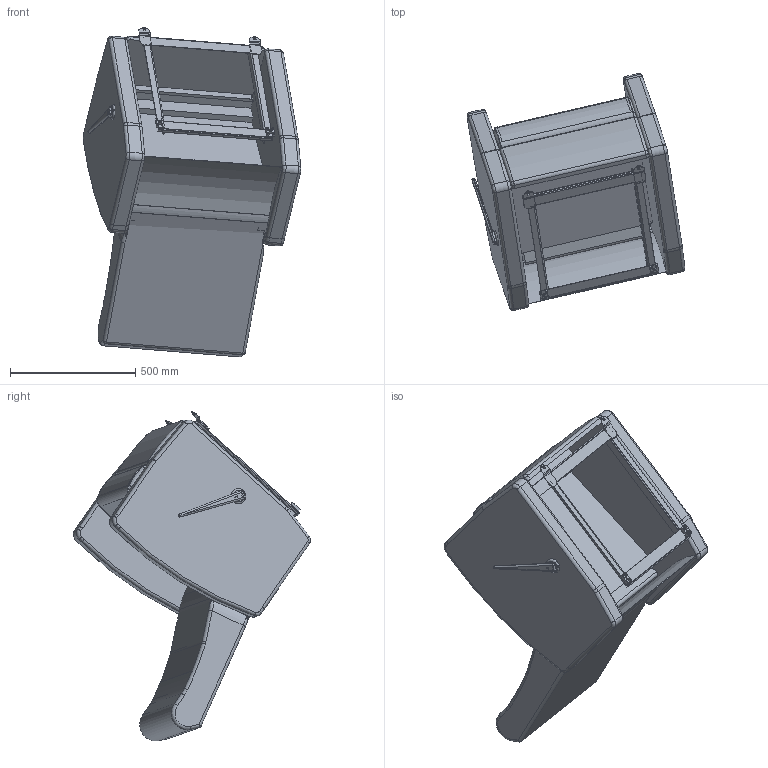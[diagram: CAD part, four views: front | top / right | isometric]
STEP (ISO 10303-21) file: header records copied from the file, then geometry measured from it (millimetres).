
FILE_DESCRIPTION(/* description */ (''),/* implementation_level */ '2;1');
FILE_NAME(/* name */ 'R1304F.stp',/* time_stamp */ '2017-09-27T14:34:35-04:00',/* author */ ('emehringer'),/* organization */ (''),/* preprocessor_version */ 'ST-DEVELOPER v16.5',/* originating_system */ 'Autodesk Inventor 2017',/* authorisation */ '');
FILE_SCHEMA (('AUTOMOTIVE_DESIGN { 1 0 10303 214 3 1 1 }'));
Length unit declared in the file: inch
Products named in the file (13): R1304F; HANDLE 3/4 BLK; MECH 1304 generic; H-GLIDE generic; WALL RAIL EXT generic; RAILEX-1 18.438 generic; RAILEX-1 18.438 generic_1; 3420370000 generic; HA1305 UBACK; USEAT 1304; OD1305 UKO; E1304 UARM; H1010 UBACK COVER
Assembly tree (16 placements, depth 3):
  R1304F
    HANDLE 3/4 BLK
    MECH 1304 generic
      H-GLIDE generic  x2
      WALL RAIL EXT generic  x2
      RAILEX-1 18.438 generic
      RAILEX-1 18.438 generic_1
      3420370000 generic  x2
    HA1305 UBACK
    USEAT 1304
    OD1305 UKO
    E1304 UARM  x2
    H1010 UBACK COVER
Bounding box: 868.32 x 945.86 x 1315.6 mm (x, y, z)
Volume: 149597497.1 mm3; surface area: 4970972.5 mm2
Topology: 15 solids, 15 shells, 561 faces, 1345 edges, 811 vertices
Faces by surface type: plane 229, cylinder 204, bspline 71, torus 44, sphere 12, cone 1
Full cylindrical faces by diameter (mm): 5.334 x1, 9.541 x1, 42.037 x1, 60.325 x1
Entity records: 14423 total; most frequent: CARTESIAN_POINT 4241, DIRECTION 2101, ORIENTED_EDGE 2036, EDGE_CURVE 1018, AXIS2_PLACEMENT_3D 788, VERTEX_POINT 619, LINE 525, VECTOR 525
